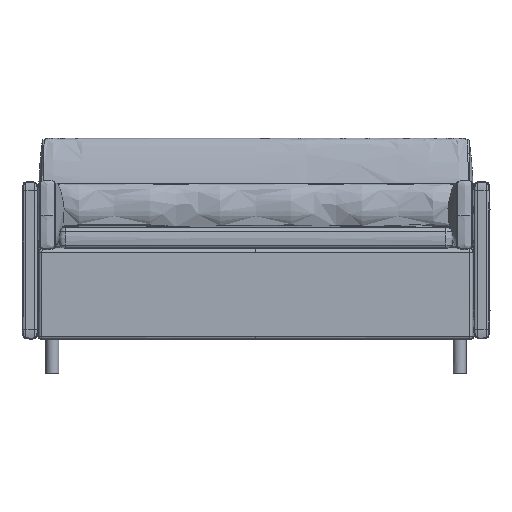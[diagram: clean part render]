
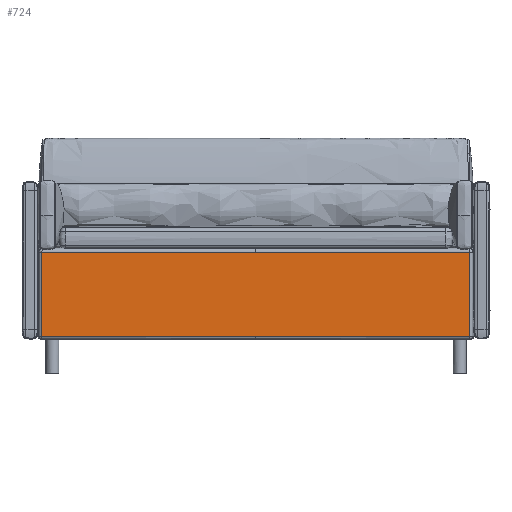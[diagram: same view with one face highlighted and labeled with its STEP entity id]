
A CAD part, front view. The second image highlights one B-rep face of the part: STEP entity #724.
In plain terms, the highlighted planar face has unit normal (0, -1, 0).
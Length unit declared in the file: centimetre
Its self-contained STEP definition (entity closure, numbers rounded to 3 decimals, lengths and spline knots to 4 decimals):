
#55=PLANE('',#3652);
#724=ADVANCED_FACE('',(#917),#55,.T.);
#917=FACE_OUTER_BOUND('',#1110,.T.);
#1110=EDGE_LOOP('',(#1606,#1607,#1608,#1609,#1610,#1611));
#1606=ORIENTED_EDGE('',*,*,#2211,.F.);
#1607=ORIENTED_EDGE('',*,*,#2212,.F.);
#1608=ORIENTED_EDGE('',*,*,#2206,.F.);
#1609=ORIENTED_EDGE('',*,*,#2243,.F.);
#1610=ORIENTED_EDGE('',*,*,#2226,.F.);
#1611=ORIENTED_EDGE('',*,*,#2244,.F.);
#2206=EDGE_CURVE('',#3196,#3197,#2910,.T.);
#2211=EDGE_CURVE('',#3203,#3200,#2913,.T.);
#2212=EDGE_CURVE('',#3197,#3203,#2914,.T.);
#2226=EDGE_CURVE('',#3210,#3211,#2921,.T.);
#2243=EDGE_CURVE('',#3211,#3196,#2929,.T.);
#2244=EDGE_CURVE('',#3200,#3210,#2930,.T.);
#2910=B_SPLINE_CURVE_WITH_KNOTS('',1,(#18394,#18395),.UNSPECIFIED.,.F.,
 .F.,(2,2),(-602.1291,-8.),.UNSPECIFIED.);
#2913=B_SPLINE_CURVE_WITH_KNOTS('',1,(#18406,#18407),.UNSPECIFIED.,.F.,
 .F.,(2,2),(8.,602.1291),.UNSPECIFIED.);
#2914=B_SPLINE_CURVE_WITH_KNOTS('',1,(#18408,#18409),.UNSPECIFIED.,.F.,
 .F.,(2,2),(8.,254.5),.UNSPECIFIED.);
#2921=B_SPLINE_CURVE_WITH_KNOTS('',1,(#18471,#18472),.UNSPECIFIED.,.F.,
 .F.,(2,2),(12.,258.5),.UNSPECIFIED.);
#2929=B_SPLINE_CURVE_WITH_KNOTS('',1,(#18542,#18543),.UNSPECIFIED.,.F.,
 .F.,(2,2),(-1815.9193,-1221.7902),.UNSPECIFIED.);
#2930=B_SPLINE_CURVE_WITH_KNOTS('',1,(#18544,#18545),.UNSPECIFIED.,.F.,
 .F.,(2,2),(1221.7902,1815.9193),.UNSPECIFIED.);
#3196=VERTEX_POINT('',#18370);
#3197=VERTEX_POINT('',#18371);
#3200=VERTEX_POINT('',#18374);
#3203=VERTEX_POINT('',#18377);
#3210=VERTEX_POINT('',#18384);
#3211=VERTEX_POINT('',#18385);
#3652=AXIS2_PLACEMENT_3D('',#18366,#3701,$);
#3701=DIRECTION('',(0.,-1.,0.));
#18366=CARTESIAN_POINT('',(-128.9539,-0.2343,-0.2343));
#18370=CARTESIAN_POINT('',(0.,-0.2343,0.5657));
#18371=CARTESIAN_POINT('',(-62.7074,-0.2343,0.5657));
#18374=CARTESIAN_POINT('',(0.,-0.2343,25.2157));
#18377=CARTESIAN_POINT('',(-62.7074,-0.2343,25.2157));
#18384=CARTESIAN_POINT('',(62.7074,-0.2343,25.2157));
#18385=CARTESIAN_POINT('',(62.7074,-0.2343,0.5657));
#18394=CARTESIAN_POINT('',(0.,-0.2343,0.5657));
#18395=CARTESIAN_POINT('',(-62.7074,-0.2343,0.5657));
#18406=CARTESIAN_POINT('',(-62.7074,-0.2343,25.2157));
#18407=CARTESIAN_POINT('',(0.,-0.2343,25.2157));
#18408=CARTESIAN_POINT('',(-62.7074,-0.2343,0.5657));
#18409=CARTESIAN_POINT('',(-62.7074,-0.2343,25.2157));
#18471=CARTESIAN_POINT('',(62.7074,-0.2343,25.2157));
#18472=CARTESIAN_POINT('',(62.7074,-0.2343,0.5657));
#18542=CARTESIAN_POINT('',(62.7074,-0.2343,0.5657));
#18543=CARTESIAN_POINT('',(0.,-0.2343,0.5657));
#18544=CARTESIAN_POINT('',(0.,-0.2343,25.2157));
#18545=CARTESIAN_POINT('',(62.7074,-0.2343,25.2157));
